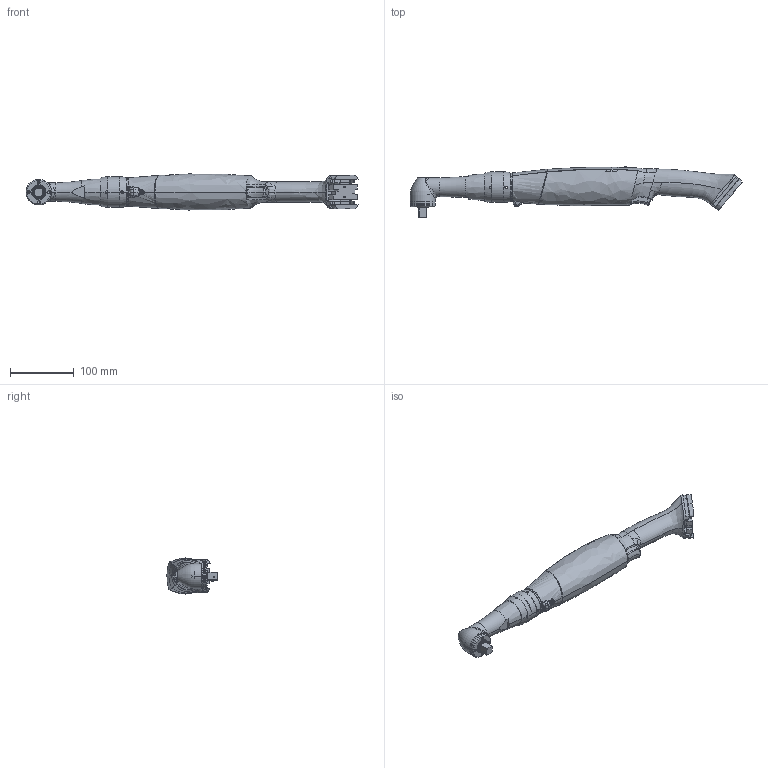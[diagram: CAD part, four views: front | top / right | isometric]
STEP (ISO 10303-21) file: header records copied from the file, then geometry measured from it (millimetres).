
FILE_DESCRIPTION((''),'2;1');
FILE_NAME('6151656320','2017-07-18T',('greextsd'),(''),'CREO PARAMETRIC BY PTC INC, 2017020','CREO PARAMETRIC BY PTC INC, 2017020','');
FILE_SCHEMA(('AUTOMOTIVE_DESIGN { 1 0 10303 214 1 1 1 1 }'));
Length unit declared in the file: millimetre
Products named in the file (1): 6151656320
Bounding box: 521.48 x 79.03 x 56.59 mm (x, y, z)
Volume: 249443.8 mm3; surface area: 169097.3 mm2
Topology: 5 solids, 7 shells, 991 faces, 2546 edges, 1585 vertices
Faces by surface type: plane 331, cylinder 224, bspline 206, cone 106, torus 73, extrusion 44, sphere 6, revolution 1
Entity records: 63346 total; most frequent: CARTESIAN_POINT 35767, ORIENTED_EDGE 5068, DIRECTION 3784, EDGE_CURVE 2534, VERTEX_POINT 1585, AXIS2_PLACEMENT_3D 1389, EDGE_LOOP 1061, VECTOR 1005
